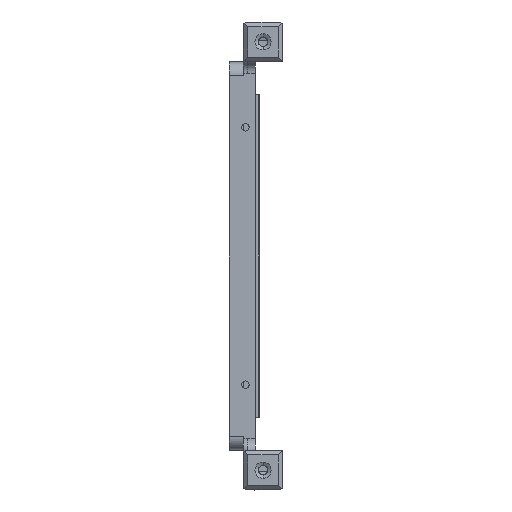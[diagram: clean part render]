
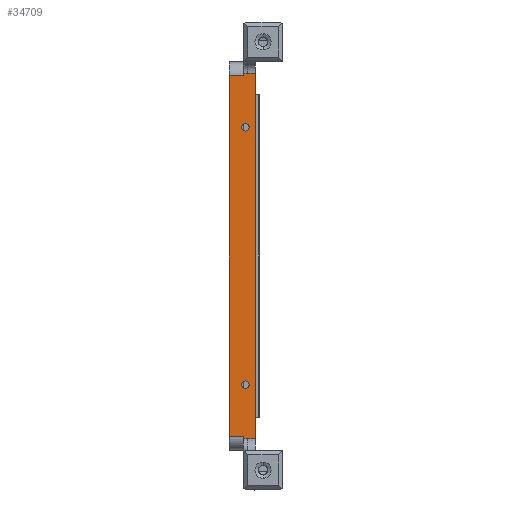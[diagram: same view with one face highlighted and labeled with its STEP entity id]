
A CAD part, front view. The second image highlights one B-rep face of the part: STEP entity #34709.
In plain terms, the highlighted planar face has unit normal (0, -1, 0).
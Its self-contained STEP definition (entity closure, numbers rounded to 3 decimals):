
#186 = DIRECTION ( 'NONE',  ( 0., 0., 1. ) ) ;
#790 = ORIENTED_EDGE ( 'NONE', *, *, #13052, .F. ) ;
#1002 = VERTEX_POINT ( 'NONE', #8688 ) ;
#1086 = VECTOR ( 'NONE', #21896, 1000. ) ;
#1443 = DIRECTION ( 'NONE',  ( 0., 0., -1. ) ) ;
#1958 = VERTEX_POINT ( 'NONE', #9105 ) ;
#2208 = CARTESIAN_POINT ( 'NONE',  ( 0.5, -78.6, 27.5 ) ) ;
#2264 = LINE ( 'NONE', #21974, #25124 ) ;
#2357 = VERTEX_POINT ( 'NONE', #22747 ) ;
#2826 = EDGE_CURVE ( 'NONE', #26023, #30172, #35562, .T. ) ;
#3032 = LINE ( 'NONE', #6458, #8900 ) ;
#3202 = FACE_BOUND ( 'NONE', #13537, .T. ) ;
#3411 = DIRECTION ( 'NONE',  ( 0., 1., 0. ) ) ;
#4203 = CARTESIAN_POINT ( 'NONE',  ( 2.6, -78.6, 39. ) ) ;
#4825 = CARTESIAN_POINT ( 'NONE',  ( -3., -78.6, 38.5 ) ) ;
#5126 = CARTESIAN_POINT ( 'NONE',  ( 0., -78.6, -38.5 ) ) ;
#5153 = ORIENTED_EDGE ( 'NONE', *, *, #36356, .F. ) ;
#5246 = EDGE_LOOP ( 'NONE', ( #24618, #20337, #24592, #790, #14080, #26523, #35477, #40997, #25214, #32659 ) ) ;
#5486 = DIRECTION ( 'NONE',  ( 1., 0., 0. ) ) ;
#5652 = VERTEX_POINT ( 'NONE', #16145 ) ;
#5793 = VECTOR ( 'NONE', #21822, 1000. ) ;
#5829 = CIRCLE ( 'NONE', #29757, 0.8 ) ;
#6410 = CARTESIAN_POINT ( 'NONE',  ( 0., -78.6, 0. ) ) ;
#6458 = CARTESIAN_POINT ( 'NONE',  ( 0., -78.6, 0. ) ) ;
#6544 = VECTOR ( 'NONE', #17498, 1000. ) ;
#7015 = VERTEX_POINT ( 'NONE', #25852 ) ;
#7225 = CIRCLE ( 'NONE', #17489, 3.5 ) ;
#8592 = DIRECTION ( 'NONE',  ( 0., -1., 0. ) ) ;
#8688 = CARTESIAN_POINT ( 'NONE',  ( 2.6, -78.6, -39. ) ) ;
#8709 = LINE ( 'NONE', #4825, #25478 ) ;
#8848 = ORIENTED_EDGE ( 'NONE', *, *, #35463, .F. ) ;
#8870 = EDGE_CURVE ( 'NONE', #29002, #2357, #3032, .T. ) ;
#8900 = VECTOR ( 'NONE', #26372, 1000. ) ;
#9034 = CARTESIAN_POINT ( 'NONE',  ( 2.6, -78.6, 0. ) ) ;
#9105 = CARTESIAN_POINT ( 'NONE',  ( -3., -78.6, -38.5 ) ) ;
#9678 = DIRECTION ( 'NONE',  ( 0., 1., 0. ) ) ;
#11060 = LINE ( 'NONE', #4203, #6544 ) ;
#11949 = VECTOR ( 'NONE', #23329, 1000. ) ;
#13052 = EDGE_CURVE ( 'NONE', #5652, #1002, #35778, .T. ) ;
#13398 = CARTESIAN_POINT ( 'NONE',  ( -3., -78.6, -38.5 ) ) ;
#13537 = EDGE_LOOP ( 'NONE', ( #22712, #5153 ) ) ;
#14080 = ORIENTED_EDGE ( 'NONE', *, *, #23963, .T. ) ;
#14208 = CARTESIAN_POINT ( 'NONE',  ( 1., -78.6, 39. ) ) ;
#15504 = DIRECTION ( 'NONE',  ( 0., -1., 0. ) ) ;
#15633 = EDGE_CURVE ( 'NONE', #19986, #1958, #21798, .T. ) ;
#16145 = CARTESIAN_POINT ( 'NONE',  ( 2.6, -78.6, 39. ) ) ;
#16262 = AXIS2_PLACEMENT_3D ( 'NONE', #2208, #25536, #28564 ) ;
#16271 = PLANE ( 'NONE',  #38354 ) ;
#17489 = AXIS2_PLACEMENT_3D ( 'NONE', #28949, #9678, #38803 ) ;
#17498 = DIRECTION ( 'NONE',  ( -1., 0., 0. ) ) ;
#18834 = VERTEX_POINT ( 'NONE', #38675 ) ;
#19250 = CIRCLE ( 'NONE', #19922, 0.8 ) ;
#19622 = DIRECTION ( 'NONE',  ( 0., 0., -1. ) ) ;
#19922 = AXIS2_PLACEMENT_3D ( 'NONE', #37905, #8592, #38134 ) ;
#19986 = VERTEX_POINT ( 'NONE', #40121 ) ;
#20337 = ORIENTED_EDGE ( 'NONE', *, *, #40402, .T. ) ;
#20508 = CARTESIAN_POINT ( 'NONE',  ( 0., -78.6, 38.5 ) ) ;
#20636 = AXIS2_PLACEMENT_3D ( 'NONE', #25971, #15504, #38193 ) ;
#21357 = CARTESIAN_POINT ( 'NONE',  ( -3., -78.6, 0. ) ) ;
#21515 = CARTESIAN_POINT ( 'NONE',  ( 0.5, -78.6, 28.3 ) ) ;
#21798 = LINE ( 'NONE', #21357, #42381 ) ;
#21822 = DIRECTION ( 'NONE',  ( 1., 0., 0. ) ) ;
#21896 = DIRECTION ( 'NONE',  ( 0., 0., -1. ) ) ;
#21974 = CARTESIAN_POINT ( 'NONE',  ( 2.6, -78.6, -39. ) ) ;
#22252 = CIRCLE ( 'NONE', #33167, 3.5 ) ;
#22712 = ORIENTED_EDGE ( 'NONE', *, *, #28017, .F. ) ;
#22747 = CARTESIAN_POINT ( 'NONE',  ( 0., -78.6, -39.146 ) ) ;
#23329 = DIRECTION ( 'NONE',  ( 0., 0., -1. ) ) ;
#23963 = EDGE_CURVE ( 'NONE', #5652, #39876, #11060, .T. ) ;
#24592 = ORIENTED_EDGE ( 'NONE', *, *, #32337, .T. ) ;
#24618 = ORIENTED_EDGE ( 'NONE', *, *, #8870, .T. ) ;
#25124 = VECTOR ( 'NONE', #41009, 1000. ) ;
#25214 = ORIENTED_EDGE ( 'NONE', *, *, #15633, .T. ) ;
#25478 = VECTOR ( 'NONE', #5486, 1000. ) ;
#25536 = DIRECTION ( 'NONE',  ( 0., -1., 0. ) ) ;
#25852 = CARTESIAN_POINT ( 'NONE',  ( 1., -78.6, -39. ) ) ;
#25971 = CARTESIAN_POINT ( 'NONE',  ( 0.5, -78.6, -27.5 ) ) ;
#26023 = VERTEX_POINT ( 'NONE', #40602 ) ;
#26372 = DIRECTION ( 'NONE',  ( 0., 0., -1. ) ) ;
#26523 = ORIENTED_EDGE ( 'NONE', *, *, #30604, .T. ) ;
#26773 = EDGE_CURVE ( 'NONE', #37530, #28727, #34737, .T. ) ;
#28017 = EDGE_CURVE ( 'NONE', #18834, #40319, #5829, .T. ) ;
#28034 = DIRECTION ( 'NONE',  ( 0., 0., 1. ) ) ;
#28280 = ORIENTED_EDGE ( 'NONE', *, *, #26773, .F. ) ;
#28564 = DIRECTION ( 'NONE',  ( 0., 0., -1. ) ) ;
#28727 = VERTEX_POINT ( 'NONE', #39184 ) ;
#28949 = CARTESIAN_POINT ( 'NONE',  ( 1., -78.6, 42.5 ) ) ;
#29002 = VERTEX_POINT ( 'NONE', #5126 ) ;
#29651 = DIRECTION ( 'NONE',  ( 0., -1., 0. ) ) ;
#29757 = AXIS2_PLACEMENT_3D ( 'NONE', #35473, #29651, #19622 ) ;
#30172 = VERTEX_POINT ( 'NONE', #20508 ) ;
#30604 = EDGE_CURVE ( 'NONE', #39876, #26023, #7225, .T. ) ;
#30985 = EDGE_LOOP ( 'NONE', ( #8848, #28280 ) ) ;
#31445 = CARTESIAN_POINT ( 'NONE',  ( 1., -78.6, -42.5 ) ) ;
#32337 = EDGE_CURVE ( 'NONE', #7015, #1002, #2264, .T. ) ;
#32534 = FACE_OUTER_BOUND ( 'NONE', #5246, .T. ) ;
#32659 = ORIENTED_EDGE ( 'NONE', *, *, #41294, .T. ) ;
#33167 = AXIS2_PLACEMENT_3D ( 'NONE', #31445, #37651, #28034 ) ;
#33582 = CARTESIAN_POINT ( 'NONE',  ( 0.5, -78.6, -26.7 ) ) ;
#34709 = ADVANCED_FACE ( 'NONE', ( #32534, #3202, #39368 ), #16271, .F. ) ;
#34737 = CIRCLE ( 'NONE', #16262, 0.8 ) ;
#35088 = LINE ( 'NONE', #13398, #5793 ) ;
#35463 = EDGE_CURVE ( 'NONE', #28727, #37530, #19250, .T. ) ;
#35473 = CARTESIAN_POINT ( 'NONE',  ( 0.5, -78.6, -27.5 ) ) ;
#35477 = ORIENTED_EDGE ( 'NONE', *, *, #2826, .T. ) ;
#35562 = LINE ( 'NONE', #6410, #11949 ) ;
#35778 = LINE ( 'NONE', #9034, #1086 ) ;
#36356 = EDGE_CURVE ( 'NONE', #40319, #18834, #39093, .T. ) ;
#37025 = EDGE_CURVE ( 'NONE', #19986, #30172, #8709, .T. ) ;
#37530 = VERTEX_POINT ( 'NONE', #21515 ) ;
#37651 = DIRECTION ( 'NONE',  ( 0., 1., 0. ) ) ;
#37905 = CARTESIAN_POINT ( 'NONE',  ( 0.5, -78.6, 27.5 ) ) ;
#38134 = DIRECTION ( 'NONE',  ( 0., 0., -1. ) ) ;
#38193 = DIRECTION ( 'NONE',  ( 0., 0., -1. ) ) ;
#38354 = AXIS2_PLACEMENT_3D ( 'NONE', #42379, #3411, #186 ) ;
#38675 = CARTESIAN_POINT ( 'NONE',  ( 0.5, -78.6, -28.3 ) ) ;
#38803 = DIRECTION ( 'NONE',  ( 0., 0., 1. ) ) ;
#39093 = CIRCLE ( 'NONE', #20636, 0.8 ) ;
#39184 = CARTESIAN_POINT ( 'NONE',  ( 0.5, -78.6, 26.7 ) ) ;
#39368 = FACE_BOUND ( 'NONE', #30985, .T. ) ;
#39876 = VERTEX_POINT ( 'NONE', #14208 ) ;
#40121 = CARTESIAN_POINT ( 'NONE',  ( -3., -78.6, 38.5 ) ) ;
#40319 = VERTEX_POINT ( 'NONE', #33582 ) ;
#40402 = EDGE_CURVE ( 'NONE', #2357, #7015, #22252, .T. ) ;
#40602 = CARTESIAN_POINT ( 'NONE',  ( 0., -78.6, 39.146 ) ) ;
#40997 = ORIENTED_EDGE ( 'NONE', *, *, #37025, .F. ) ;
#41009 = DIRECTION ( 'NONE',  ( 1., 0., 0. ) ) ;
#41294 = EDGE_CURVE ( 'NONE', #1958, #29002, #35088, .T. ) ;
#42379 = CARTESIAN_POINT ( 'NONE',  ( 2.6, -78.6, 0. ) ) ;
#42381 = VECTOR ( 'NONE', #1443, 1000. ) ;
